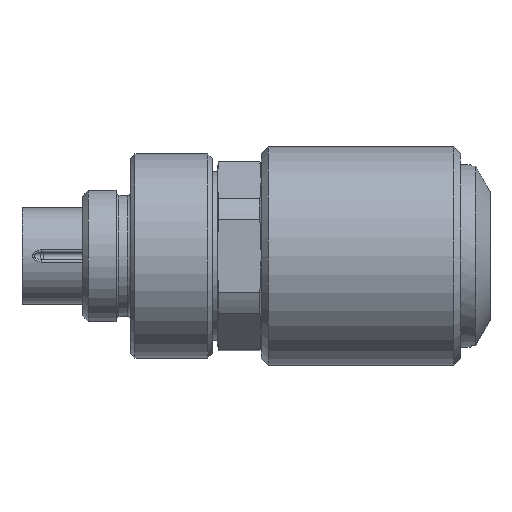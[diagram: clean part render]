
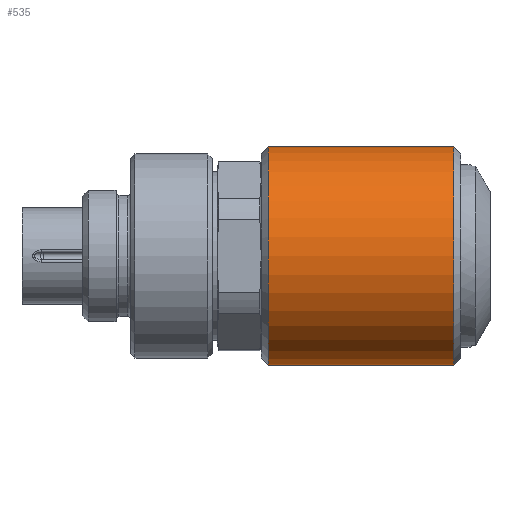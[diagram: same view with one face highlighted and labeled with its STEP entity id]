
A CAD part, top view. The second image highlights one B-rep face of the part: STEP entity #535.
In plain terms, the highlighted cylindrical face has radius 7.5 mm (diameter 15 mm), a full revolution.
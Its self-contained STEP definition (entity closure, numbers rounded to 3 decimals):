
#142=B_SPLINE_CURVE_WITH_KNOTS('',3,(#3251,#3252,#3253,#3254,#3255,#3256,
#3257,#3258,#3259,#3260,#3261,#3262,#3263,#3264,#3265,#3266,#3267,#3268,
#3269,#3270,#3271,#3272,#3273,#3274,#3275,#3276,#3277,#3278,#3279,#3280,
#3281,#3282,#3283,#3284),.UNSPECIFIED.,.T.,.F.,(2,2,2,2,2,2,2,2,2,2,2,2,
2,2,2,2,2,2,2),(-0.063,0.,0.063,0.125,0.188,0.25,0.313,0.375,0.438,
0.5,0.563,0.625,0.688,0.75,0.813,0.875,0.938,1.,1.063),.UNSPECIFIED.);
#436=CYLINDRICAL_SURFACE('',#1884,7.5);
#535=ADVANCED_FACE('',(#661,#662,#663),#436,.T.);
#661=FACE_BOUND('',#815,.T.);
#662=FACE_BOUND('',#816,.T.);
#663=FACE_BOUND('',#817,.T.);
#815=EDGE_LOOP('',(#1209));
#816=EDGE_LOOP('',(#1210));
#817=EDGE_LOOP('',(#1211));
#1209=ORIENTED_EDGE('',*,*,#1598,.T.);
#1210=ORIENTED_EDGE('',*,*,#1599,.T.);
#1211=ORIENTED_EDGE('',*,*,#1600,.T.);
#1393=VERTEX_POINT('',#3248);
#1394=VERTEX_POINT('',#3250);
#1395=VERTEX_POINT('',#3285);
#1598=EDGE_CURVE('',#1393,#1393,#1701,.T.);
#1599=EDGE_CURVE('',#1394,#1394,#1702,.T.);
#1600=EDGE_CURVE('',#1395,#1395,#142,.T.);
#1701=CIRCLE('',#1882,7.5);
#1702=CIRCLE('',#1883,7.5);
#1882=AXIS2_PLACEMENT_3D('',#3247,#2316,#2317);
#1883=AXIS2_PLACEMENT_3D('',#3249,#2318,#2319);
#1884=AXIS2_PLACEMENT_3D('',#3286,#2320,#2321);
#2316=DIRECTION('',(-1.,0.,0.));
#2317=DIRECTION('',(0.,0.,-1.));
#2318=DIRECTION('',(1.,0.,0.));
#2319=DIRECTION('',(0.,0.,-1.));
#2320=DIRECTION('',(1.,0.,0.));
#2321=DIRECTION('',(0.,0.,-1.));
#3247=CARTESIAN_POINT('',(19.5,0.,0.));
#3248=CARTESIAN_POINT('',(19.5,0.,-7.5));
#3249=CARTESIAN_POINT('',(6.8,0.,0.));
#3250=CARTESIAN_POINT('',(6.8,0.,-7.5));
#3251=CARTESIAN_POINT('',(7.65,0.76,-7.5));
#3252=CARTESIAN_POINT('',(7.65,-0.76,-7.5));
#3253=CARTESIAN_POINT('',(7.81,-1.503,-7.381));
#3254=CARTESIAN_POINT('',(8.38,-2.832,-6.979));
#3255=CARTESIAN_POINT('',(8.788,-3.421,-6.699));
#3256=CARTESIAN_POINT('',(9.77,-4.394,-6.105));
#3257=CARTESIAN_POINT('',(10.343,-4.783,-5.789));
#3258=CARTESIAN_POINT('',(11.647,-5.338,-5.282));
#3259=CARTESIAN_POINT('',(12.396,-5.499,-5.1));
#3260=CARTESIAN_POINT('',(13.895,-5.501,-5.098));
#3261=CARTESIAN_POINT('',(14.636,-5.343,-5.277));
#3262=CARTESIAN_POINT('',(15.946,-4.789,-5.784));
#3263=CARTESIAN_POINT('',(16.517,-4.404,-6.097));
#3264=CARTESIAN_POINT('',(17.507,-3.428,-6.695));
#3265=CARTESIAN_POINT('',(17.907,-2.855,-6.971));
#3266=CARTESIAN_POINT('',(18.488,-1.514,-7.379));
#3267=CARTESIAN_POINT('',(18.648,-0.766,-7.498));
#3268=CARTESIAN_POINT('',(18.652,0.732,-7.502));
#3269=CARTESIAN_POINT('',(18.496,1.483,-7.385));
#3270=CARTESIAN_POINT('',(17.925,2.826,-6.982));
#3271=CARTESIAN_POINT('',(17.516,3.415,-6.702));
#3272=CARTESIAN_POINT('',(16.535,4.39,-6.108));
#3273=CARTESIAN_POINT('',(15.956,4.783,-5.789));
#3274=CARTESIAN_POINT('',(14.656,5.337,-5.283));
#3275=CARTESIAN_POINT('',(13.917,5.499,-5.1));
#3276=CARTESIAN_POINT('',(12.395,5.501,-5.098));
#3277=CARTESIAN_POINT('',(11.657,5.34,-5.279));
#3278=CARTESIAN_POINT('',(10.355,4.789,-5.784));
#3279=CARTESIAN_POINT('',(9.776,4.398,-6.102));
#3280=CARTESIAN_POINT('',(8.795,3.43,-6.694));
#3281=CARTESIAN_POINT('',(8.387,2.844,-6.975));
#3282=CARTESIAN_POINT('',(7.811,1.508,-7.38));
#3283=CARTESIAN_POINT('',(7.65,0.76,-7.5));
#3284=CARTESIAN_POINT('',(7.65,-0.76,-7.5));
#3285=CARTESIAN_POINT('',(7.65,0.,-7.5));
#3286=CARTESIAN_POINT('',(0.,0.,0.));
